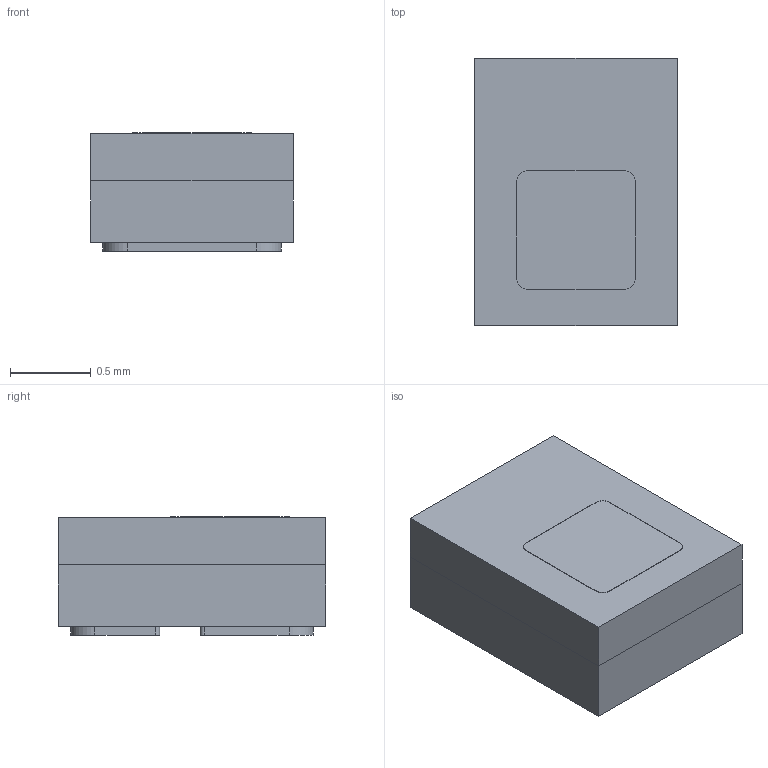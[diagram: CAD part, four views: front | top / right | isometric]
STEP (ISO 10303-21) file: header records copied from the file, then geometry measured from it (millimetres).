
FILE_DESCRIPTION (( 'STEP AP203' ), '1' );
FILE_NAME ('KW_CDLMM1_TK_20210309_geometry.STEP', '2021-03-09T07:55:41', ( '' ), ( '' ), 'SwSTEP 2.0', 'SolidWorks 2017', '' );
FILE_SCHEMA (( 'CONFIG_CONTROL_DESIGN' ));
Length unit declared in the file: millimetre
Products named in the file (1): KW_CDLMM1_TK_20210309_geometry
Bounding box: 1.25 x 1.65 x 0.73 mm (x, y, z)
Volume: 1.5 mm3; surface area: 8.4 mm2
Topology: 1 solids, 1 shells, 46 faces, 116 edges, 76 vertices
Faces by surface type: plane 30, cylinder 16
Entity records: 1457 total; most frequent: DIRECTION 242, CARTESIAN_POINT 239, ORIENTED_EDGE 232, EDGE_CURVE 116, VECTOR 84, LINE 84, AXIS2_PLACEMENT_3D 79, VERTEX_POINT 76
